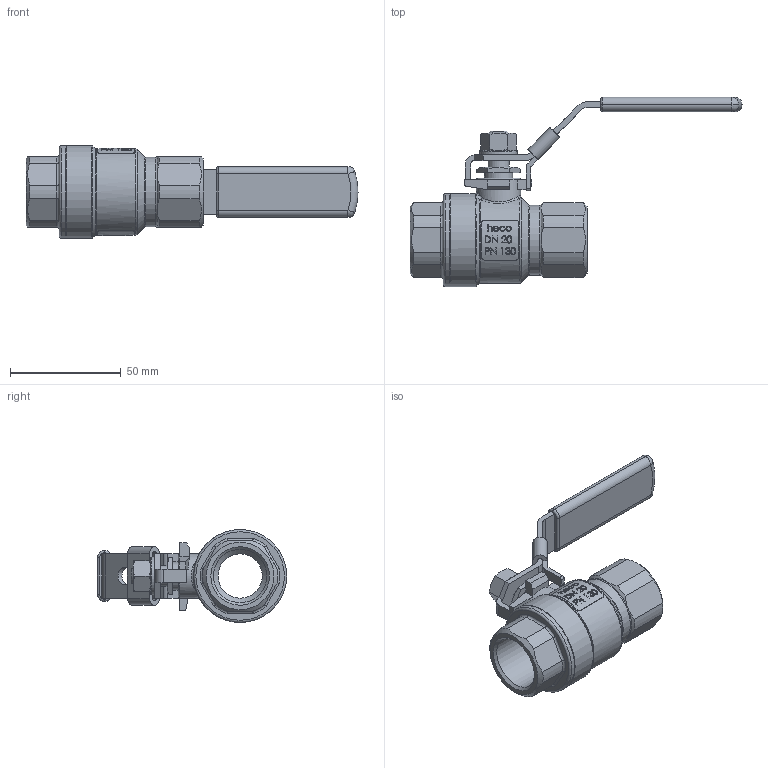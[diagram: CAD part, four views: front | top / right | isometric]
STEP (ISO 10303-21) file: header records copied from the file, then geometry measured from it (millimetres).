
FILE_DESCRIPTION (( 'STEP AP214' ), '1' );
FILE_NAME ('K2-034-000-4 Kugelhahn heco step214.STEP', '2012-11-20T12:59:36', ( 'test' ), ( '' ), 'SwSTEP 2.0', 'SolidWorks 2011', '' );
FILE_SCHEMA (( 'AUTOMOTIVE_DESIGN' ));
Length unit declared in the file: millimetre
Products named in the file (1): K2-034-000-4 Kugelhahn heco step214
Bounding box: 150 x 85.5 x 42 mm (x, y, z)
Volume: 73105.2 mm3; surface area: 26025.3 mm2
Topology: 1 solids, 1 shells, 654 faces, 1697 edges, 1093 vertices
Faces by surface type: plane 258, bspline 224, cylinder 122, cone 26, torus 20, sphere 4
Full cylindrical faces by diameter (mm): 8.036 x1, 9.5 x1, 12.7 x1, 17 x1, 20 x2, 24.12 x2, 31.5 x1, 42 x2
Entity records: 37826 total; most frequent: CARTESIAN_POINT 16473, ORIENTED_EDGE 3296, DIRECTION 2220, EDGE_CURVE 1648, VERTEX_POINT 1077, LINE 772, VECTOR 772, EDGE_LOOP 745
